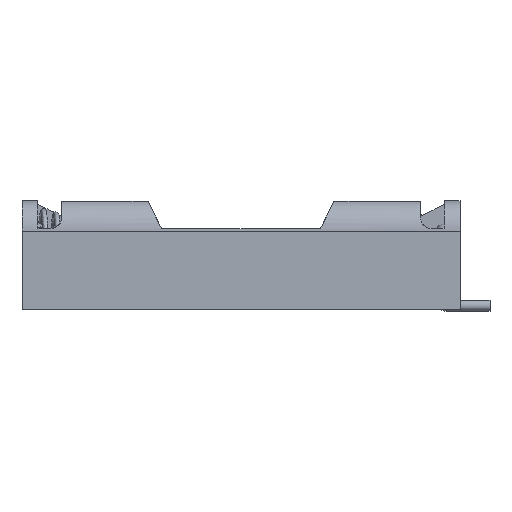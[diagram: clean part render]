
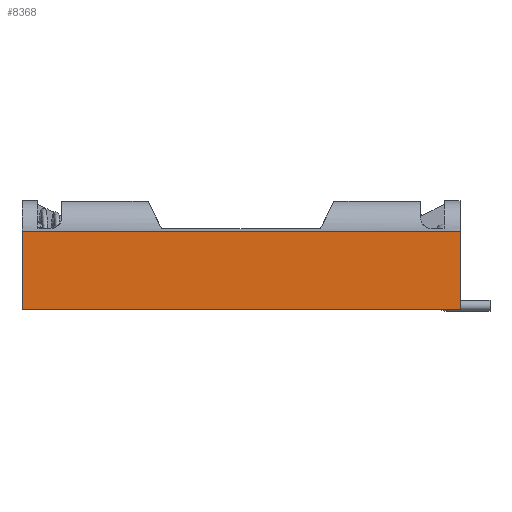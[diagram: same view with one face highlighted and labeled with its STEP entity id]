
A CAD part, left-side view. The second image highlights one B-rep face of the part: STEP entity #8368.
In plain terms, the highlighted planar face has unit normal (-1, 0, 0).
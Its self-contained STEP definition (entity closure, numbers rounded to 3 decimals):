
#72 = CYLINDRICAL_SURFACE('',#73,3.6);
#73 = AXIS2_PLACEMENT_3D('',#74,#75,#76);
#74 = CARTESIAN_POINT('',(-20.9,26.05,9.3));
#75 = DIRECTION('',(0.,1.,0.));
#76 = DIRECTION('',(1.,0.,0.));
#100 = PLANE('',#101);
#101 = AXIS2_PLACEMENT_3D('',#102,#103,#104);
#102 = CARTESIAN_POINT('',(24.5,-26.05,9.3));
#103 = DIRECTION('',(0.,-1.,0.));
#104 = DIRECTION('',(0.,0.,-1.));
#321 = PLANE('',#322);
#322 = AXIS2_PLACEMENT_3D('',#323,#324,#325);
#323 = CARTESIAN_POINT('',(0.,0.,
    0.));
#324 = DIRECTION('',(0.,0.,1.));
#325 = DIRECTION('',(0.,1.,0.));
#1083 = VERTEX_POINT('',#1084);
#1084 = CARTESIAN_POINT('',(-24.5,26.05,9.3));
#1099 = PLANE('',#1100);
#1100 = AXIS2_PLACEMENT_3D('',#1101,#1102,#1103);
#1101 = CARTESIAN_POINT('',(24.5,26.05,9.3));
#1102 = DIRECTION('',(0.,-1.,0.));
#1103 = DIRECTION('',(0.,0.,-1.));
#1637 = VERTEX_POINT('',#1638);
#1638 = CARTESIAN_POINT('',(-24.5,-26.05,9.3));
#1660 = EDGE_CURVE('',#1083,#1637,#1661,.T.);
#1661 = SURFACE_CURVE('',#1662,(#1666,#1673),.PCURVE_S1.);
#1662 = LINE('',#1663,#1664);
#1663 = CARTESIAN_POINT('',(-24.5,26.05,9.3));
#1664 = VECTOR('',#1665,1.);
#1665 = DIRECTION('',(0.,-1.,0.));
#1666 = PCURVE('',#72,#1667);
#1667 = DEFINITIONAL_REPRESENTATION('',(#1668),#1672);
#1668 = LINE('',#1669,#1670);
#1669 = CARTESIAN_POINT('',(-3.142,0.));
#1670 = VECTOR('',#1671,1.);
#1671 = DIRECTION('',(-0.,-1.));
#1672 = ( GEOMETRIC_REPRESENTATION_CONTEXT(2) 
PARAMETRIC_REPRESENTATION_CONTEXT() REPRESENTATION_CONTEXT('2D SPACE',''
  ) );
#1673 = PCURVE('',#1674,#1679);
#1674 = PLANE('',#1675);
#1675 = AXIS2_PLACEMENT_3D('',#1676,#1677,#1678);
#1676 = CARTESIAN_POINT('',(-24.5,26.05,9.3));
#1677 = DIRECTION('',(1.,0.,0.));
#1678 = DIRECTION('',(0.,0.,-1.));
#1679 = DEFINITIONAL_REPRESENTATION('',(#1680),#1684);
#1680 = LINE('',#1681,#1682);
#1681 = CARTESIAN_POINT('',(0.,0.));
#1682 = VECTOR('',#1683,1.);
#1683 = DIRECTION('',(0.,-1.));
#1684 = ( GEOMETRIC_REPRESENTATION_CONTEXT(2) 
PARAMETRIC_REPRESENTATION_CONTEXT() REPRESENTATION_CONTEXT('2D SPACE',''
  ) );
#1745 = EDGE_CURVE('',#1637,#1746,#1748,.T.);
#1746 = VERTEX_POINT('',#1747);
#1747 = CARTESIAN_POINT('',(-24.5,-26.05,0.));
#1748 = SURFACE_CURVE('',#1749,(#1753,#1760),.PCURVE_S1.);
#1749 = LINE('',#1750,#1751);
#1750 = CARTESIAN_POINT('',(-24.5,-26.05,9.3));
#1751 = VECTOR('',#1752,1.);
#1752 = DIRECTION('',(0.,0.,-1.));
#1753 = PCURVE('',#100,#1754);
#1754 = DEFINITIONAL_REPRESENTATION('',(#1755),#1759);
#1755 = LINE('',#1756,#1757);
#1756 = CARTESIAN_POINT('',(0.,-49.));
#1757 = VECTOR('',#1758,1.);
#1758 = DIRECTION('',(1.,0.));
#1759 = ( GEOMETRIC_REPRESENTATION_CONTEXT(2) 
PARAMETRIC_REPRESENTATION_CONTEXT() REPRESENTATION_CONTEXT('2D SPACE',''
  ) );
#1760 = PCURVE('',#1674,#1761);
#1761 = DEFINITIONAL_REPRESENTATION('',(#1762),#1766);
#1762 = LINE('',#1763,#1764);
#1763 = CARTESIAN_POINT('',(0.,-52.1));
#1764 = VECTOR('',#1765,1.);
#1765 = DIRECTION('',(1.,0.));
#1766 = ( GEOMETRIC_REPRESENTATION_CONTEXT(2) 
PARAMETRIC_REPRESENTATION_CONTEXT() REPRESENTATION_CONTEXT('2D SPACE',''
  ) );
#6368 = VERTEX_POINT('',#6369);
#6369 = CARTESIAN_POINT('',(-24.5,26.05,0.));
#6390 = EDGE_CURVE('',#6368,#1746,#6391,.T.);
#6391 = SURFACE_CURVE('',#6392,(#6396,#6403),.PCURVE_S1.);
#6392 = LINE('',#6393,#6394);
#6393 = CARTESIAN_POINT('',(-24.5,26.05,0.));
#6394 = VECTOR('',#6395,1.);
#6395 = DIRECTION('',(0.,-1.,0.));
#6396 = PCURVE('',#321,#6397);
#6397 = DEFINITIONAL_REPRESENTATION('',(#6398),#6402);
#6398 = LINE('',#6399,#6400);
#6399 = CARTESIAN_POINT('',(26.05,24.5));
#6400 = VECTOR('',#6401,1.);
#6401 = DIRECTION('',(-1.,0.));
#6402 = ( GEOMETRIC_REPRESENTATION_CONTEXT(2) 
PARAMETRIC_REPRESENTATION_CONTEXT() REPRESENTATION_CONTEXT('2D SPACE',''
  ) );
#6403 = PCURVE('',#1674,#6404);
#6404 = DEFINITIONAL_REPRESENTATION('',(#6405),#6409);
#6405 = LINE('',#6406,#6407);
#6406 = CARTESIAN_POINT('',(9.3,0.));
#6407 = VECTOR('',#6408,1.);
#6408 = DIRECTION('',(0.,-1.));
#6409 = ( GEOMETRIC_REPRESENTATION_CONTEXT(2) 
PARAMETRIC_REPRESENTATION_CONTEXT() REPRESENTATION_CONTEXT('2D SPACE',''
  ) );
#8172 = EDGE_CURVE('',#1083,#6368,#8173,.T.);
#8173 = SURFACE_CURVE('',#8174,(#8178,#8185),.PCURVE_S1.);
#8174 = LINE('',#8175,#8176);
#8175 = CARTESIAN_POINT('',(-24.5,26.05,9.3));
#8176 = VECTOR('',#8177,1.);
#8177 = DIRECTION('',(0.,0.,-1.));
#8178 = PCURVE('',#1099,#8179);
#8179 = DEFINITIONAL_REPRESENTATION('',(#8180),#8184);
#8180 = LINE('',#8181,#8182);
#8181 = CARTESIAN_POINT('',(0.,-49.));
#8182 = VECTOR('',#8183,1.);
#8183 = DIRECTION('',(1.,0.));
#8184 = ( GEOMETRIC_REPRESENTATION_CONTEXT(2) 
PARAMETRIC_REPRESENTATION_CONTEXT() REPRESENTATION_CONTEXT('2D SPACE',''
  ) );
#8185 = PCURVE('',#1674,#8186);
#8186 = DEFINITIONAL_REPRESENTATION('',(#8187),#8191);
#8187 = LINE('',#8188,#8189);
#8188 = CARTESIAN_POINT('',(0.,0.));
#8189 = VECTOR('',#8190,1.);
#8190 = DIRECTION('',(1.,0.));
#8191 = ( GEOMETRIC_REPRESENTATION_CONTEXT(2) 
PARAMETRIC_REPRESENTATION_CONTEXT() REPRESENTATION_CONTEXT('2D SPACE',''
  ) );
#8368 = ADVANCED_FACE('',(#8369),#1674,.F.);
#8369 = FACE_BOUND('',#8370,.F.);
#8370 = EDGE_LOOP('',(#8371,#8372,#8373,#8374));
#8371 = ORIENTED_EDGE('',*,*,#1660,.T.);
#8372 = ORIENTED_EDGE('',*,*,#1745,.T.);
#8373 = ORIENTED_EDGE('',*,*,#6390,.F.);
#8374 = ORIENTED_EDGE('',*,*,#8172,.F.);
